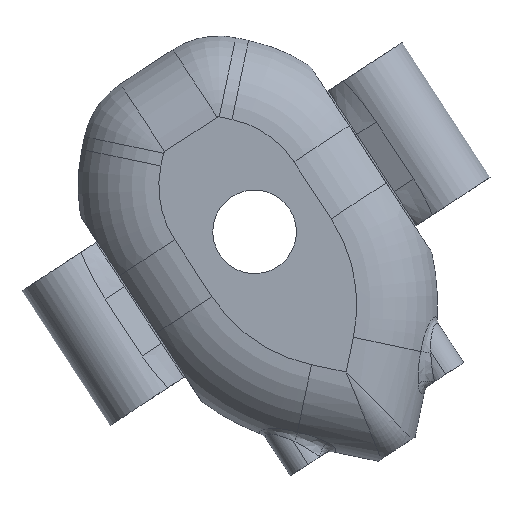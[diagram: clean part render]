
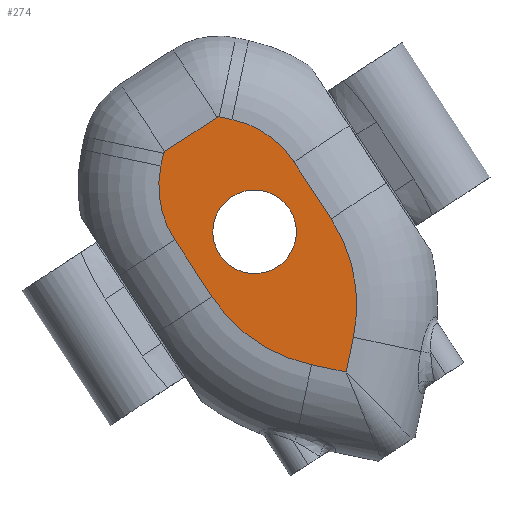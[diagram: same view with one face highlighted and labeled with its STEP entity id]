
A CAD part, front view. The second image highlights one B-rep face of the part: STEP entity #274.
In plain terms, the highlighted face is planar.
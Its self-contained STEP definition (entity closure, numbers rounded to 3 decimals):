
#73 = VERTEX_POINT ( 'NONE', #5132 ) ;
#177 = VERTEX_POINT ( 'NONE', #18078 ) ;
#274 = ADVANCED_FACE ( 'NONE', ( #11787, #680 ), #12494, .F. ) ;
#591 = EDGE_CURVE ( 'NONE', #177, #3035, #20551, .T. ) ;
#680 = FACE_OUTER_BOUND ( 'NONE', #8254, .T. ) ;
#938 = ORIENTED_EDGE ( 'NONE', *, *, #18956, .F. ) ;
#1075 = CARTESIAN_POINT ( 'NONE',  ( 138.903, -22.5, 52.5 ) ) ;
#1424 = CARTESIAN_POINT ( 'NONE',  ( -16.342, 16.342, 52.5 ) ) ;
#1593 = CARTESIAN_POINT ( 'NONE',  ( 205.433, 0., 52.5 ) ) ;
#1807 = EDGE_CURVE ( 'NONE', #23153, #22507, #29019, .T. ) ;
#1927 = DIRECTION ( 'NONE',  ( 1., 0., 0. ) ) ;
#2433 = CARTESIAN_POINT ( 'NONE',  ( 138.903, 59.723, 52.5 ) ) ;
#3035 = VERTEX_POINT ( 'NONE', #21813 ) ;
#3459 = AXIS2_PLACEMENT_3D ( 'NONE', #27949, #10175, #23669 ) ;
#3648 = EDGE_CURVE ( 'NONE', #16359, #10933, #24219, .T. ) ;
#3730 = VERTEX_POINT ( 'NONE', #3899 ) ;
#3899 = CARTESIAN_POINT ( 'NONE',  ( 81.807, 59.723, 52.5 ) ) ;
#4088 = ORIENTED_EDGE ( 'NONE', *, *, #13592, .T. ) ;
#4111 = AXIS2_PLACEMENT_3D ( 'NONE', #6922, #20173, #13584 ) ;
#4327 = VERTEX_POINT ( 'NONE', #10006 ) ;
#4436 = CARTESIAN_POINT ( 'NONE',  ( 197.044, 35.64, 52.5 ) ) ;
#4625 = CARTESIAN_POINT ( 'NONE',  ( 81.807, -59.723, 52.5 ) ) ;
#4857 = CARTESIAN_POINT ( 'NONE',  ( 138.903, -59.723, 52.5 ) ) ;
#4927 = CIRCLE ( 'NONE', #10116, 2.223 ) ;
#5094 = LINE ( 'NONE', #9076, #24206 ) ;
#5132 = CARTESIAN_POINT ( 'NONE',  ( 204.782, -27.902, 52.5 ) ) ;
#5225 = VECTOR ( 'NONE', #15237, 1000. ) ;
#5517 = DIRECTION ( 'NONE',  ( 0., 0., -1. ) ) ;
#5978 = CIRCLE ( 'NONE', #29010, 35.075 ) ;
#6184 = VERTEX_POINT ( 'NONE', #2433 ) ;
#6270 = DIRECTION ( 'NONE',  ( -1., 0., 0. ) ) ;
#6367 = AXIS2_PLACEMENT_3D ( 'NONE', #14968, #22003, #21574 ) ;
#6922 = CARTESIAN_POINT ( 'NONE',  ( 203.211, 26.33, 52.5 ) ) ;
#6959 = VERTEX_POINT ( 'NONE', #4857 ) ;
#7766 = EDGE_LOOP ( 'NONE', ( #20812, #15971 ) ) ;
#8254 = EDGE_LOOP ( 'NONE', ( #21188, #4088, #8405, #19238, #11126, #16064, #20838, #18312, #21929, #11829, #938, #9388, #15815 ) ) ;
#8390 = VERTEX_POINT ( 'NONE', #24753 ) ;
#8405 = ORIENTED_EDGE ( 'NONE', *, *, #3648, .T. ) ;
#8883 = LINE ( 'NONE', #12878, #12076 ) ;
#9062 = EDGE_CURVE ( 'NONE', #22507, #12403, #22460, .T. ) ;
#9076 = CARTESIAN_POINT ( 'NONE',  ( 0., 59.723, 52.5 ) ) ;
#9388 = ORIENTED_EDGE ( 'NONE', *, *, #20219, .F. ) ;
#9608 = CARTESIAN_POINT ( 'NONE',  ( 197.044, -35.64, 52.5 ) ) ;
#9707 = DIRECTION ( 'NONE',  ( -1., 0., 0. ) ) ;
#10006 = CARTESIAN_POINT ( 'NONE',  ( -11.688, 20.996, 52.5 ) ) ;
#10116 = AXIS2_PLACEMENT_3D ( 'NONE', #12939, #28938, #6270 ) ;
#10119 = AXIS2_PLACEMENT_3D ( 'NONE', #1075, #5517, #12312 ) ;
#10175 = DIRECTION ( 'NONE',  ( 0., 0., 1. ) ) ;
#10204 = CARTESIAN_POINT ( 'NONE',  ( 205.433, -26.33, 52.5 ) ) ;
#10323 = CIRCLE ( 'NONE', #18745, 132.223 ) ;
#10933 = VERTEX_POINT ( 'NONE', #4625 ) ;
#11126 = ORIENTED_EDGE ( 'NONE', *, *, #17783, .T. ) ;
#11522 = EDGE_CURVE ( 'NONE', #24792, #12403, #21342, .T. ) ;
#11787 = FACE_BOUND ( 'NONE', #7766, .T. ) ;
#11789 = VECTOR ( 'NONE', #19257, 1000. ) ;
#11829 = ORIENTED_EDGE ( 'NONE', *, *, #1807, .F. ) ;
#11972 = EDGE_CURVE ( 'NONE', #8390, #4327, #14846, .T. ) ;
#12076 = VECTOR ( 'NONE', #24303, 1000. ) ;
#12312 = DIRECTION ( 'NONE',  ( -1., 0., 0. ) ) ;
#12403 = VERTEX_POINT ( 'NONE', #19025 ) ;
#12494 = PLANE ( 'NONE',  #19138 ) ;
#12538 = EDGE_CURVE ( 'NONE', #3035, #177, #5978, .T. ) ;
#12696 = DIRECTION ( 'NONE',  ( 0., 1., 0. ) ) ;
#12878 = CARTESIAN_POINT ( 'NONE',  ( -16.342, -16.342, 52.5 ) ) ;
#12939 = CARTESIAN_POINT ( 'NONE',  ( 203.211, -26.33, 52.5 ) ) ;
#12970 = LINE ( 'NONE', #28822, #25140 ) ;
#13371 = CIRCLE ( 'NONE', #3459, 82.223 ) ;
#13584 = DIRECTION ( 'NONE',  ( -1., 0., 0. ) ) ;
#13592 = EDGE_CURVE ( 'NONE', #8390, #16359, #8883, .T. ) ;
#14266 = CARTESIAN_POINT ( 'NONE',  ( 0., 0., 52.5 ) ) ;
#14846 = LINE ( 'NONE', #1424, #11789 ) ;
#14952 = LINE ( 'NONE', #23749, #5225 ) ;
#14968 = CARTESIAN_POINT ( 'NONE',  ( 81.807, 72.5, 52.5 ) ) ;
#14981 = CARTESIAN_POINT ( 'NONE',  ( 204.782, 27.902, 52.5 ) ) ;
#15009 = DIRECTION ( 'NONE',  ( -1., 0., 0. ) ) ;
#15237 = DIRECTION ( 'NONE',  ( 1., 0., 0. ) ) ;
#15815 = ORIENTED_EDGE ( 'NONE', *, *, #28021, .F. ) ;
#15971 = ORIENTED_EDGE ( 'NONE', *, *, #12538, .F. ) ;
#16005 = DIRECTION ( 'NONE',  ( 1., 0., 0. ) ) ;
#16064 = ORIENTED_EDGE ( 'NONE', *, *, #19532, .T. ) ;
#16086 = DIRECTION ( 'NONE',  ( 0.707, -0.707, 0. ) ) ;
#16359 = VERTEX_POINT ( 'NONE', #26345 ) ;
#17631 = CARTESIAN_POINT ( 'NONE',  ( 81.807, -72.5, 52.5 ) ) ;
#17783 = EDGE_CURVE ( 'NONE', #6959, #23275, #13371, .T. ) ;
#18078 = CARTESIAN_POINT ( 'NONE',  ( 142.858, 0., 52.5 ) ) ;
#18312 = ORIENTED_EDGE ( 'NONE', *, *, #11522, .T. ) ;
#18331 = VECTOR ( 'NONE', #12696, 1000. ) ;
#18745 = AXIS2_PLACEMENT_3D ( 'NONE', #17631, #23803, #15009 ) ;
#18956 = EDGE_CURVE ( 'NONE', #6184, #23153, #20888, .T. ) ;
#19025 = CARTESIAN_POINT ( 'NONE',  ( 205.433, 26.33, 52.5 ) ) ;
#19138 = AXIS2_PLACEMENT_3D ( 'NONE', #14266, #23507, #9707 ) ;
#19238 = ORIENTED_EDGE ( 'NONE', *, *, #25629, .T. ) ;
#19257 = DIRECTION ( 'NONE',  ( 0.707, 0.707, 0. ) ) ;
#19380 = CARTESIAN_POINT ( 'NONE',  ( 107.783, 0., 52.5 ) ) ;
#19532 = EDGE_CURVE ( 'NONE', #23275, #73, #12970, .T. ) ;
#19989 = DIRECTION ( 'NONE',  ( 0.707, 0.707, 0. ) ) ;
#20173 = DIRECTION ( 'NONE',  ( 0., 0., -1. ) ) ;
#20219 = EDGE_CURVE ( 'NONE', #3730, #6184, #5094, .T. ) ;
#20551 = CIRCLE ( 'NONE', #24279, 35.075 ) ;
#20812 = ORIENTED_EDGE ( 'NONE', *, *, #591, .F. ) ;
#20838 = ORIENTED_EDGE ( 'NONE', *, *, #21419, .T. ) ;
#20888 = CIRCLE ( 'NONE', #10119, 82.223 ) ;
#21188 = ORIENTED_EDGE ( 'NONE', *, *, #11972, .F. ) ;
#21342 = LINE ( 'NONE', #1593, #18331 ) ;
#21419 = EDGE_CURVE ( 'NONE', #73, #24792, #4927, .T. ) ;
#21574 = DIRECTION ( 'NONE',  ( -1., 0., 0. ) ) ;
#21813 = CARTESIAN_POINT ( 'NONE',  ( 72.708, 0., 52.5 ) ) ;
#21929 = ORIENTED_EDGE ( 'NONE', *, *, #9062, .F. ) ;
#22003 = DIRECTION ( 'NONE',  ( 0., 0., 1. ) ) ;
#22024 = DIRECTION ( 'NONE',  ( 0., 0., 1. ) ) ;
#22383 = CARTESIAN_POINT ( 'NONE',  ( 107.783, 0., 52.5 ) ) ;
#22460 = CIRCLE ( 'NONE', #4111, 2.223 ) ;
#22507 = VERTEX_POINT ( 'NONE', #14981 ) ;
#23153 = VERTEX_POINT ( 'NONE', #4436 ) ;
#23275 = VERTEX_POINT ( 'NONE', #9608 ) ;
#23507 = DIRECTION ( 'NONE',  ( 0., 0., -1. ) ) ;
#23669 = DIRECTION ( 'NONE',  ( -1., 0., 0. ) ) ;
#23749 = CARTESIAN_POINT ( 'NONE',  ( 0., -59.723, 52.5 ) ) ;
#23803 = DIRECTION ( 'NONE',  ( 0., 0., -1. ) ) ;
#24206 = VECTOR ( 'NONE', #16005, 1000. ) ;
#24219 = CIRCLE ( 'NONE', #6367, 132.223 ) ;
#24279 = AXIS2_PLACEMENT_3D ( 'NONE', #19380, #22024, #28785 ) ;
#24303 = DIRECTION ( 'NONE',  ( 0.707, -0.707, 0. ) ) ;
#24753 = CARTESIAN_POINT ( 'NONE',  ( -32.684, 0., 52.5 ) ) ;
#24792 = VERTEX_POINT ( 'NONE', #10204 ) ;
#25140 = VECTOR ( 'NONE', #19989, 1000. ) ;
#25629 = EDGE_CURVE ( 'NONE', #10933, #6959, #14952, .T. ) ;
#26345 = CARTESIAN_POINT ( 'NONE',  ( -11.688, -20.996, 52.5 ) ) ;
#26363 = DIRECTION ( 'NONE',  ( 0., 0., 1. ) ) ;
#27096 = VECTOR ( 'NONE', #16086, 1000. ) ;
#27100 = CARTESIAN_POINT ( 'NONE',  ( 116.342, 116.342, 52.5 ) ) ;
#27949 = CARTESIAN_POINT ( 'NONE',  ( 138.903, 22.5, 52.5 ) ) ;
#28021 = EDGE_CURVE ( 'NONE', #4327, #3730, #10323, .T. ) ;
#28785 = DIRECTION ( 'NONE',  ( 1., 0., 0. ) ) ;
#28822 = CARTESIAN_POINT ( 'NONE',  ( 116.342, -116.342, 52.5 ) ) ;
#28938 = DIRECTION ( 'NONE',  ( 0., 0., 1. ) ) ;
#29010 = AXIS2_PLACEMENT_3D ( 'NONE', #22383, #26363, #1927 ) ;
#29019 = LINE ( 'NONE', #27100, #27096 ) ;
